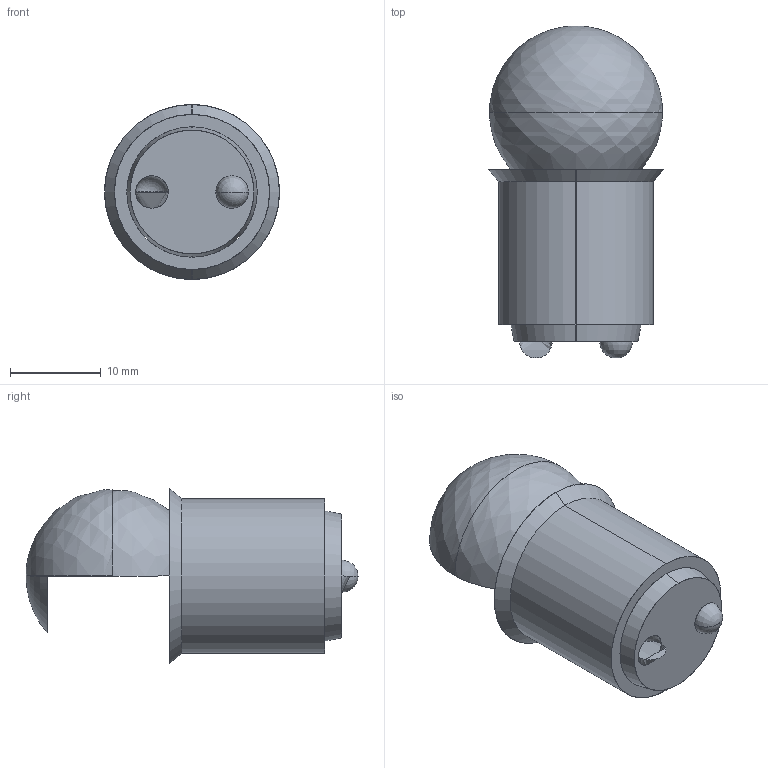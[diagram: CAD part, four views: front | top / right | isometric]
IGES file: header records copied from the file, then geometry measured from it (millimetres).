
Start section: SolidWorks IGES file using analytic representation for surfaces
Global section: file name: CM68.IGS; native system: SolidWorks 2018; preprocessor: SolidWorks 2018; author: tstoltenburg; date: 190606.150654; units: inch
Bounding box: 19.24 x 36.56 x 19.24 mm (x, y, z)
Surface area: 2225.7 mm2 (no closed solid volume)
Topology: 0 solids, 0 shells, 17 faces, 281 edges, 273 vertices
Faces by surface type: revolution 14, bspline 3
